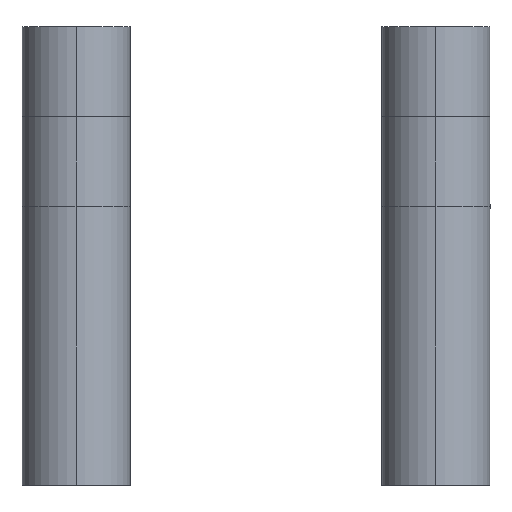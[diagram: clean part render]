
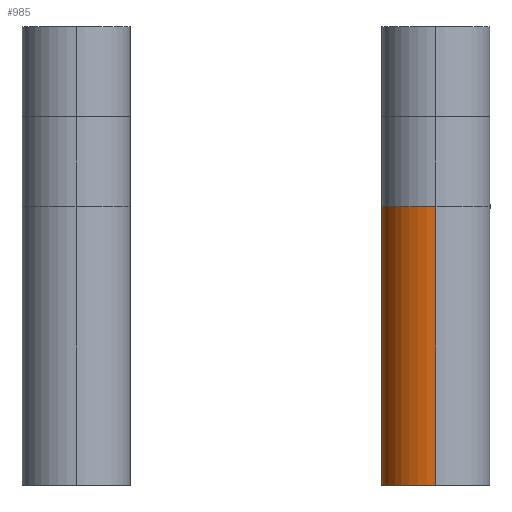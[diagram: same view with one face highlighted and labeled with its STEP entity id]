
A CAD part, left-side view. The second image highlights one B-rep face of the part: STEP entity #985.
In plain terms, the highlighted cylindrical face has radius 3 mm (diameter 6 mm), a partial arc.
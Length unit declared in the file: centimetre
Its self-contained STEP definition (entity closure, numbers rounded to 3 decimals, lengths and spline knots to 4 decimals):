
#35=CYLINDRICAL_SURFACE('',#1071,0.3);
#71=CIRCLE('',#1064,0.3);
#75=CIRCLE('',#1072,0.3);
#137=FACE_OUTER_BOUND('',#195,.T.);
#195=EDGE_LOOP('',(#693,#694,#695,#696));
#261=LINE('',#1552,#347);
#266=LINE('',#1562,#352);
#347=VECTOR('',#1214,1.);
#352=VECTOR('',#1229,1.);
#431=VERTEX_POINT('',#1532);
#432=VERTEX_POINT('',#1533);
#436=VERTEX_POINT('',#1544);
#437=VERTEX_POINT('',#1546);
#524=EDGE_CURVE('',#436,#437,#71,.T.);
#527=EDGE_CURVE('',#437,#432,#261,.T.);
#534=EDGE_CURVE('',#436,#431,#266,.T.);
#535=EDGE_CURVE('',#431,#432,#75,.T.);
#693=ORIENTED_EDGE('',*,*,#534,.T.);
#694=ORIENTED_EDGE('',*,*,#535,.T.);
#695=ORIENTED_EDGE('',*,*,#527,.F.);
#696=ORIENTED_EDGE('',*,*,#524,.F.);
#985=ADVANCED_FACE('',(#137),#35,.T.);
#1064=AXIS2_PLACEMENT_3D('',#1547,#1207,#1208);
#1071=AXIS2_PLACEMENT_3D('',#1561,#1227,#1228);
#1072=AXIS2_PLACEMENT_3D('',#1563,#1230,#1231);
#1207=DIRECTION('center_axis',(0.,0.,
-1.));
#1208=DIRECTION('ref_axis',(0.,1.,0.));
#1214=DIRECTION('',(0.,0.,1.));
#1227=DIRECTION('center_axis',(0.,0.,
-1.));
#1228=DIRECTION('ref_axis',(-1.,0.,0.));
#1229=DIRECTION('',(0.,0.,1.));
#1230=DIRECTION('center_axis',(0.,0.,-1.));
#1231=DIRECTION('ref_axis',(0.,1.,0.));
#1532=CARTESIAN_POINT('',(-4.4,-2.3,1.55));
#1533=CARTESIAN_POINT('',(-4.1,-2.,1.55));
#1544=CARTESIAN_POINT('',(-4.4,-2.3,0.));
#1546=CARTESIAN_POINT('',(-4.1,-2.,0.));
#1547=CARTESIAN_POINT('Origin',(-4.1,-2.3,0.));
#1552=CARTESIAN_POINT('',(-4.1,-2.,0.));
#1561=CARTESIAN_POINT('Origin',(-4.1,-2.3,0.775));
#1562=CARTESIAN_POINT('',(-4.4,-2.3,0.));
#1563=CARTESIAN_POINT('Origin',(-4.1,-2.3,1.55));
